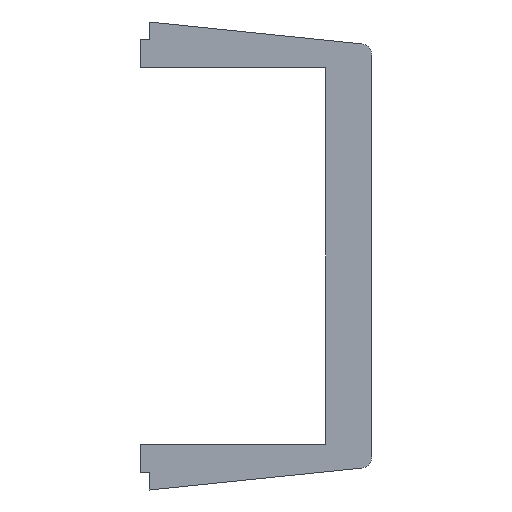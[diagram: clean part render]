
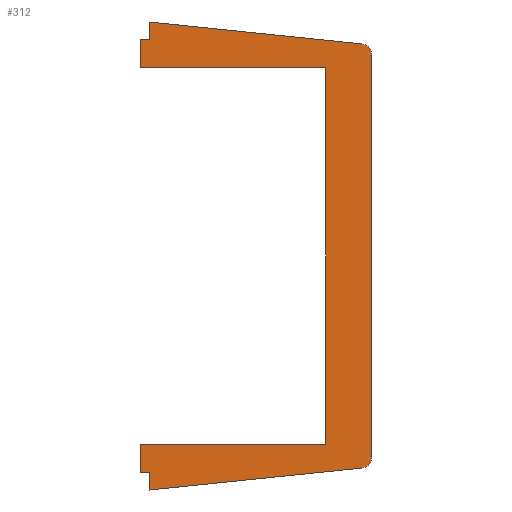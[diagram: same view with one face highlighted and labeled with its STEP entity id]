
A CAD part, front view. The second image highlights one B-rep face of the part: STEP entity #312.
In plain terms, the highlighted planar face has unit normal (0, -1, 0).
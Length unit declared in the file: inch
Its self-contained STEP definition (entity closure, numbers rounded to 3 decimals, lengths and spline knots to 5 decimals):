
#15=CIRCLE('',#343,0.5);
#17=CIRCLE('',#347,0.5);
#36=FACE_OUTER_BOUND('',#52,.T.);
#52=EDGE_LOOP('',(#269,#270,#271,#272,#273,#274,#275,#276,#277,#278,#279,
#280,#281,#282));
#53=LINE('',#439,#91);
#57=LINE('',#447,#95);
#60=LINE('',#453,#98);
#63=LINE('',#459,#101);
#66=LINE('',#465,#104);
#69=LINE('',#471,#107);
#72=LINE('',#477,#110);
#76=LINE('',#489,#114);
#80=LINE('',#501,#118);
#83=LINE('',#507,#121);
#86=LINE('',#513,#124);
#89=LINE('',#518,#127);
#91=VECTOR('',#359,0.3937);
#95=VECTOR('',#365,0.3937);
#98=VECTOR('',#370,0.3937);
#101=VECTOR('',#375,0.3937);
#104=VECTOR('',#380,0.3937);
#107=VECTOR('',#385,0.3937);
#110=VECTOR('',#390,0.3937);
#114=VECTOR('',#402,0.3937);
#118=VECTOR('',#414,0.3937);
#121=VECTOR('',#419,0.3937);
#124=VECTOR('',#424,0.3937);
#127=VECTOR('',#429,0.3937);
#129=VERTEX_POINT('',#437);
#130=VERTEX_POINT('',#438);
#133=VERTEX_POINT('',#446);
#135=VERTEX_POINT('',#452);
#137=VERTEX_POINT('',#458);
#139=VERTEX_POINT('',#464);
#141=VERTEX_POINT('',#470);
#143=VERTEX_POINT('',#476);
#145=VERTEX_POINT('',#482);
#147=VERTEX_POINT('',#488);
#149=VERTEX_POINT('',#494);
#151=VERTEX_POINT('',#500);
#153=VERTEX_POINT('',#506);
#155=VERTEX_POINT('',#512);
#157=EDGE_CURVE('',#129,#130,#53,.T.);
#161=EDGE_CURVE('',#133,#129,#57,.T.);
#164=EDGE_CURVE('',#135,#133,#60,.T.);
#167=EDGE_CURVE('',#137,#135,#63,.T.);
#170=EDGE_CURVE('',#139,#137,#66,.T.);
#173=EDGE_CURVE('',#141,#139,#69,.T.);
#176=EDGE_CURVE('',#143,#141,#72,.T.);
#179=EDGE_CURVE('',#145,#143,#15,.T.);
#182=EDGE_CURVE('',#147,#145,#76,.T.);
#185=EDGE_CURVE('',#149,#147,#17,.T.);
#188=EDGE_CURVE('',#151,#149,#80,.T.);
#191=EDGE_CURVE('',#153,#151,#83,.T.);
#194=EDGE_CURVE('',#155,#153,#86,.T.);
#197=EDGE_CURVE('',#130,#155,#89,.T.);
#269=ORIENTED_EDGE('',*,*,#197,.F.);
#270=ORIENTED_EDGE('',*,*,#157,.F.);
#271=ORIENTED_EDGE('',*,*,#161,.F.);
#272=ORIENTED_EDGE('',*,*,#164,.F.);
#273=ORIENTED_EDGE('',*,*,#167,.F.);
#274=ORIENTED_EDGE('',*,*,#170,.F.);
#275=ORIENTED_EDGE('',*,*,#173,.F.);
#276=ORIENTED_EDGE('',*,*,#176,.F.);
#277=ORIENTED_EDGE('',*,*,#179,.F.);
#278=ORIENTED_EDGE('',*,*,#182,.F.);
#279=ORIENTED_EDGE('',*,*,#185,.F.);
#280=ORIENTED_EDGE('',*,*,#188,.F.);
#281=ORIENTED_EDGE('',*,*,#191,.F.);
#282=ORIENTED_EDGE('',*,*,#194,.F.);
#296=PLANE('',#354);
#312=ADVANCED_FACE('',(#36),#296,.F.);
#343=AXIS2_PLACEMENT_3D('',#483,#395,#396);
#347=AXIS2_PLACEMENT_3D('',#495,#407,#408);
#354=AXIS2_PLACEMENT_3D('',#521,#433,#434);
#359=DIRECTION('',(-1.,0.,0.));
#365=DIRECTION('',(0.,0.,1.));
#370=DIRECTION('',(1.,0.,0.));
#375=DIRECTION('',(0.,0.,1.));
#380=DIRECTION('',(-1.,0.,0.));
#385=DIRECTION('',(0.,0.,1.));
#390=DIRECTION('',(-0.995,0.,-0.103));
#395=DIRECTION('center_axis',(0.,1.,0.));
#396=DIRECTION('ref_axis',(1.,0.,0.));
#402=DIRECTION('',(0.,0.,-1.));
#407=DIRECTION('center_axis',(0.,1.,0.));
#408=DIRECTION('ref_axis',(0.103,0.,0.995));
#414=DIRECTION('',(0.995,0.,-0.103));
#419=DIRECTION('',(0.,0.,1.));
#424=DIRECTION('',(1.,0.,0.));
#429=DIRECTION('',(0.,0.,1.));
#433=DIRECTION('center_axis',(0.,1.,0.));
#434=DIRECTION('ref_axis',(0.,0.,1.));
#437=CARTESIAN_POINT('',(8.09858,0.,0.));
#438=CARTESIAN_POINT('',(0.,0.,0.));
#439=CARTESIAN_POINT('',(8.09858,0.,0.));
#446=CARTESIAN_POINT('',(8.09858,0.,-16.4));
#447=CARTESIAN_POINT('',(8.09858,0.,-16.4));
#452=CARTESIAN_POINT('',(0.,0.,-16.4));
#453=CARTESIAN_POINT('',(0.,0.,-16.4));
#458=CARTESIAN_POINT('',(0.,0.,-17.65));
#459=CARTESIAN_POINT('',(0.,0.,-17.65));
#464=CARTESIAN_POINT('',(0.4,0.,-17.65));
#465=CARTESIAN_POINT('',(0.4,0.,-17.65));
#470=CARTESIAN_POINT('',(0.4,0.,-18.4));
#471=CARTESIAN_POINT('',(0.4,0.,-18.4));
#476=CARTESIAN_POINT('',(9.64986,0.,-17.44627));
#477=CARTESIAN_POINT('',(9.64986,0.,-17.44627));
#482=CARTESIAN_POINT('',(10.09858,0.,-16.9489));
#483=CARTESIAN_POINT('Origin',(9.59858,0.,-16.9489));
#488=CARTESIAN_POINT('',(10.09858,0.,0.5489));
#489=CARTESIAN_POINT('',(10.09858,0.,0.5489));
#494=CARTESIAN_POINT('',(9.64986,0.,1.04627));
#495=CARTESIAN_POINT('Origin',(9.59858,0.,0.5489));
#500=CARTESIAN_POINT('',(0.4,0.,2.));
#501=CARTESIAN_POINT('',(0.4,0.,2.));
#506=CARTESIAN_POINT('',(0.4,0.,1.25));
#507=CARTESIAN_POINT('',(0.4,0.,1.25));
#512=CARTESIAN_POINT('',(0.,0.,1.25));
#513=CARTESIAN_POINT('',(0.,0.,1.25));
#518=CARTESIAN_POINT('',(0.,0.,0.));
#521=CARTESIAN_POINT('Origin',(5.04929,0.,-8.2));
